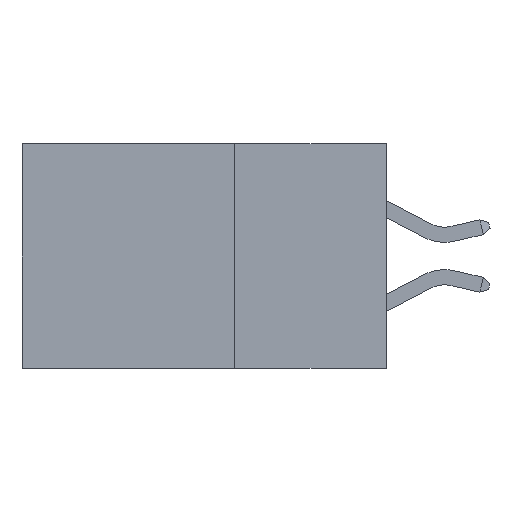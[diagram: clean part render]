
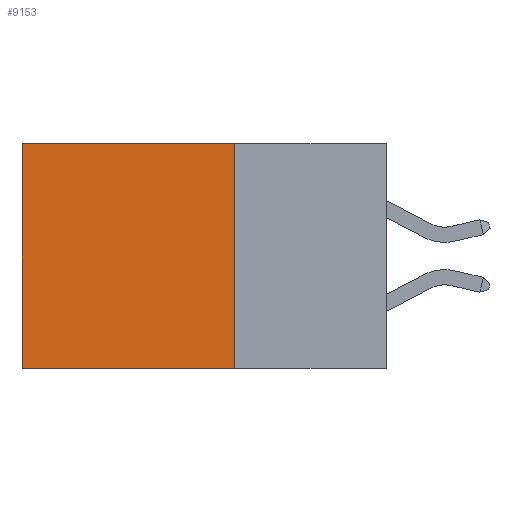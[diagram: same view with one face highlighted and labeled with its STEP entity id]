
A CAD part, left-side view. The second image highlights one B-rep face of the part: STEP entity #9153.
In plain terms, the highlighted planar face has unit normal (-1, 0, 0).
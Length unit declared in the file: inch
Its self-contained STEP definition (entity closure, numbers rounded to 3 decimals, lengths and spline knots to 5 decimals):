
#317 = DIRECTION ( 'NONE',  ( 0., 0., -1. ) ) ;
#413 = LINE ( 'NONE', #4587, #4547 ) ;
#867 = VECTOR ( 'NONE', #10452, 39.37008 ) ;
#906 = CARTESIAN_POINT ( 'NONE',  ( 0.2615, 0.25, -0.37 ) ) ;
#1004 = CARTESIAN_POINT ( 'NONE',  ( 0.2615, 0.6, -0.37 ) ) ;
#1182 = CARTESIAN_POINT ( 'NONE',  ( 0.2615, 0.25, -0.37 ) ) ;
#1407 = AXIS2_PLACEMENT_3D ( 'NONE', #2826, #6212, #317 ) ;
#1511 = CARTESIAN_POINT ( 'NONE',  ( 0.2615, 0.6, 0. ) ) ;
#1673 = CARTESIAN_POINT ( 'NONE',  ( 0.2615, 0.25, -0.37 ) ) ;
#2203 = EDGE_LOOP ( 'NONE', ( #9800, #5871, #9279, #7225 ) ) ;
#2363 = EDGE_CURVE ( 'NONE', #5788, #8556, #413, .T. ) ;
#2826 = CARTESIAN_POINT ( 'NONE',  ( 0.2615, 0.25, -0.37 ) ) ;
#3028 = VECTOR ( 'NONE', #4470, 39.37008 ) ;
#3460 = VERTEX_POINT ( 'NONE', #8318 ) ;
#4281 = VERTEX_POINT ( 'NONE', #1182 ) ;
#4308 = EDGE_CURVE ( 'NONE', #3460, #5788, #8061, .T. ) ;
#4357 = LINE ( 'NONE', #906, #3028 ) ;
#4470 = DIRECTION ( 'NONE',  ( 0., 1., 0. ) ) ;
#4547 = VECTOR ( 'NONE', #7197, 39.37008 ) ;
#4587 = CARTESIAN_POINT ( 'NONE',  ( 0.2615, 0.6, -0.37 ) ) ;
#5788 = VERTEX_POINT ( 'NONE', #1511 ) ;
#5835 = DIRECTION ( 'NONE',  ( 0., 0., -1. ) ) ;
#5871 = ORIENTED_EDGE ( 'NONE', *, *, #6720, .F. ) ;
#6212 = DIRECTION ( 'NONE',  ( 1., 0., 0. ) ) ;
#6720 = EDGE_CURVE ( 'NONE', #4281, #8556, #4357, .T. ) ;
#7197 = DIRECTION ( 'NONE',  ( 0., 0., -1. ) ) ;
#7225 = ORIENTED_EDGE ( 'NONE', *, *, #4308, .T. ) ;
#8061 = LINE ( 'NONE', #9643, #867 ) ;
#8318 = CARTESIAN_POINT ( 'NONE',  ( 0.2615, 0.25, 0. ) ) ;
#8556 = VERTEX_POINT ( 'NONE', #1004 ) ;
#8715 = VECTOR ( 'NONE', #5835, 39.37008 ) ;
#9153 = ADVANCED_FACE ( 'NONE', ( #10596 ), #10426, .F. ) ;
#9279 = ORIENTED_EDGE ( 'NONE', *, *, #9558, .F. ) ;
#9558 = EDGE_CURVE ( 'NONE', #3460, #4281, #10893, .T. ) ;
#9643 = CARTESIAN_POINT ( 'NONE',  ( 0.2615, 0.25, 0. ) ) ;
#9800 = ORIENTED_EDGE ( 'NONE', *, *, #2363, .T. ) ;
#10426 = PLANE ( 'NONE',  #1407 ) ;
#10452 = DIRECTION ( 'NONE',  ( 0., 1., 0. ) ) ;
#10596 = FACE_OUTER_BOUND ( 'NONE', #2203, .T. ) ;
#10893 = LINE ( 'NONE', #1673, #8715 ) ;
